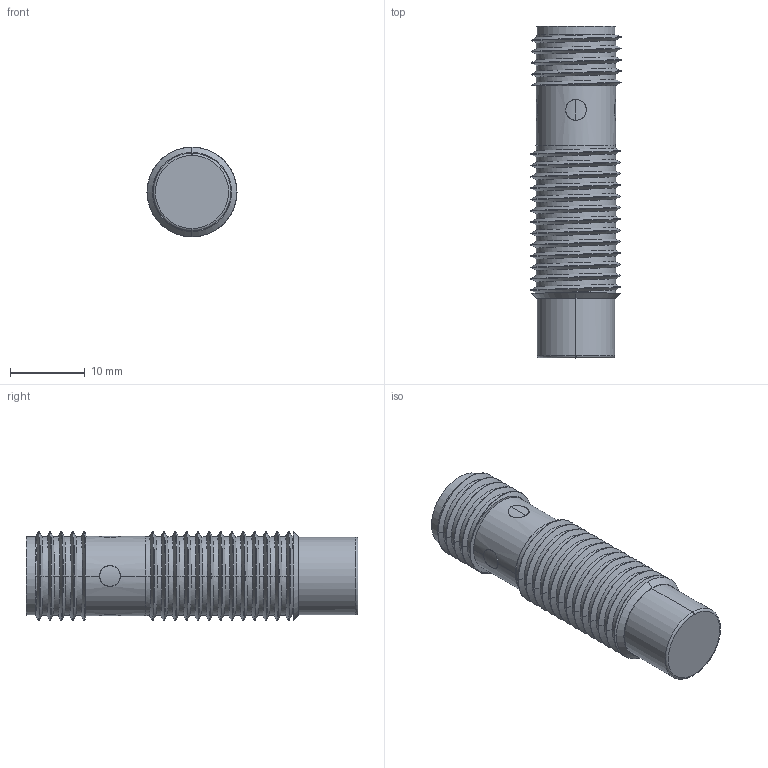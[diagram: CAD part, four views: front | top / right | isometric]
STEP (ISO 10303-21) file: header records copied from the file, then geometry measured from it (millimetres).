
FILE_DESCRIPTION(('STEP AP214'),'1');
FILE_NAME('cctmp_373EAE6F-3DFE-4F27-A10D-CCB41A1A0B91_2025_02_28_11_01_59_0088_3016..stp','2025-02-28T10:01:59',('Pepperl+Fuchs GmbH'),('CADClick - www.CADClick.com'),'Spatial InterOp 3D',' ','unknown authorization');
FILE_SCHEMA(('AUTOMOTIVE_DESIGN'));
Length unit declared in the file: millimetre
Products named in the file (4): NBN8-12GM30-E2-V1; 2025_02_28_11_01_59_0087; NBN8-12GM30-E2-V1_2; NBN8-12GM30-E2-V1_1
Assembly tree (3 placements, depth 2):
  NBN8-12GM30-E2-V1
    2025_02_28_11_01_59_0087
    NBN8-12GM30-E2-V1_2
    NBN8-12GM30-E2-V1_1
Bounding box: 12.08 x 44.5 x 12 mm (x, y, z)
Volume: 2968.6 mm3; surface area: 4150.2 mm2
Topology: 7 solids, 7 shells, 243 faces, 535 edges, 299 vertices
Faces by surface type: cylinder 120, cone 82, plane 27, torus 8, sphere 6
Entity records: 11521 total; most frequent: CARTESIAN_POINT 4017, DIRECTION 1110, ORIENTED_EDGE 1046, EDGE_CURVE 523, AXIS2_PLACEMENT_3D 452, STYLED_ITEM 300, PRESENTATION_STYLE_ASSIGNMENT 300, COLOUR_RGB 300
